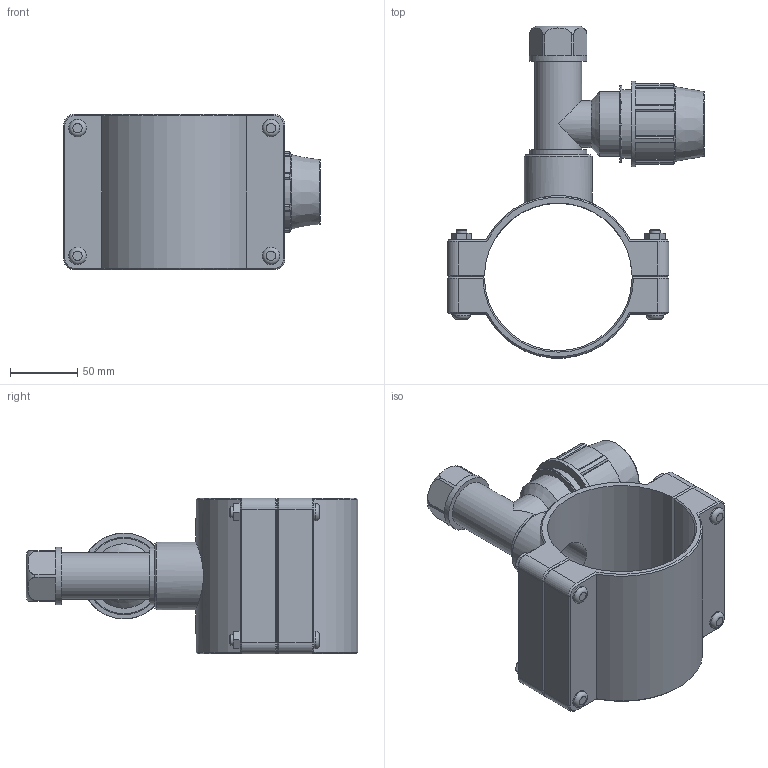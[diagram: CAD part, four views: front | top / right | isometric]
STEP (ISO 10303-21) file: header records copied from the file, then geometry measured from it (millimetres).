
FILE_DESCRIPTION(/* description */ ('PLASSON TAPPER FOR PE+PVC PIPE 110-32'),/* implementation_level */ '2;1');
FILE_NAME(/* name */ '165400110032_165406110032.ipt.stp',/* time_stamp */ '2017-06-18T09:28:53+03:00',/* author */ ('KIM'),/* organization */ (''),/* preprocessor_version */ 'ST-DEVELOPER v15.6',/* originating_system */ 'Autodesk Inventor 2015',/* authorisation */ '');
FILE_SCHEMA (('AUTOMOTIVE_DESIGN { 1 0 10303 214 3 1 1 }'));
Length unit declared in the file: millimetre
Products named in the file (1): 165400110032_165406110032
Bounding box: 191.5 x 247.28 x 116 mm (x, y, z)
Volume: 743957.3 mm3; surface area: 177355.5 mm2
Topology: 1 solids, 1 shells, 232 faces, 558 edges, 355 vertices
Faces by surface type: plane 145, cylinder 47, cone 32, torus 8
Full cylindrical faces by diameter (mm): 8 x4, 13 x8, 25.6 x1, 32 x2, 35.057 x2, 38.952 x1, 42.847 x2, 48 x1, 50.638 x1, 51.2 x1, 57.6 x1, 64 x1
Entity records: 6988 total; most frequent: CARTESIAN_POINT 1492, DIRECTION 1088, ORIENTED_EDGE 1018, EDGE_CURVE 509, AXIS2_PLACEMENT_3D 392, VERTEX_POINT 348, EDGE_LOOP 309, LINE 304
